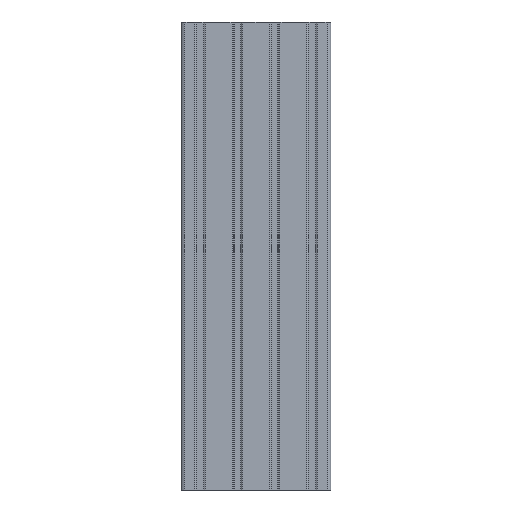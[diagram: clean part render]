
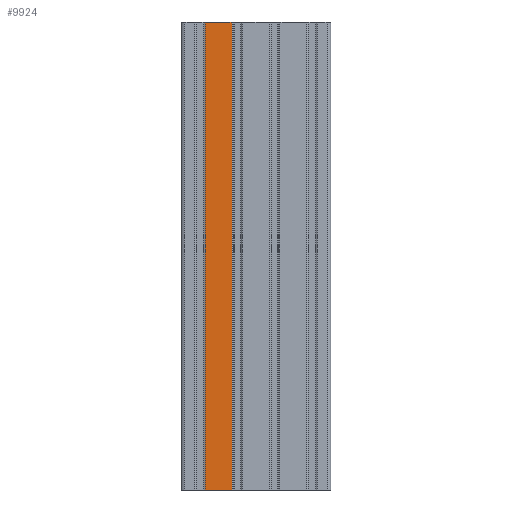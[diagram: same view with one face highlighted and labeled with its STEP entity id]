
A CAD part, front view. The second image highlights one B-rep face of the part: STEP entity #9924.
In plain terms, the highlighted planar face has unit normal (0, -1, 0).
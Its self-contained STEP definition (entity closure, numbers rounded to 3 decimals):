
#785=CARTESIAN_POINT('',(-19170.153,-15822.961,500.0));
#786=VERTEX_POINT('',#785);
#794=CARTESIAN_POINT('',(-19141.353,-15822.961,500.0));
#795=VERTEX_POINT('',#794);
#796=CARTESIAN_POINT('',(-19170.153,-15822.961,500.0));
#797=DIRECTION('',(1.0,0.0,0.0));
#798=VECTOR('',#797,28.8);
#799=LINE('',#796,#798);
#800=EDGE_CURVE('',#786,#795,#799,.T.);
#6946=CARTESIAN_POINT('',(-19141.353,-15822.961,0.0));
#6947=VERTEX_POINT('',#6946);
#6955=CARTESIAN_POINT('',(-19170.153,-15822.961,0.0));
#6956=VERTEX_POINT('',#6955);
#6957=CARTESIAN_POINT('',(-19170.153,-15822.961,0.0));
#6958=DIRECTION('',(1.0,0.0,0.0));
#6959=VECTOR('',#6958,28.8);
#6960=LINE('',#6957,#6959);
#6961=EDGE_CURVE('',#6956,#6947,#6960,.T.);
#9897=CARTESIAN_POINT('',(-19170.153,-15822.961,500.0));
#9898=DIRECTION('',(0.0,0.0,-1.0));
#9899=VECTOR('',#9898,500.0);
#9900=LINE('',#9897,#9899);
#9901=EDGE_CURVE('',#786,#6956,#9900,.T.);
#9908=CARTESIAN_POINT('',(-19170.153,-15822.961,500.0));
#9909=DIRECTION('',(0.0,1.0,0.0));
#9910=DIRECTION('',(0.0,0.0,1.0));
#9911=AXIS2_PLACEMENT_3D('',#9908,#9909,#9910);
#9912=PLANE('',#9911);
#9913=ORIENTED_EDGE('',*,*,#6961,.T.);
#9914=CARTESIAN_POINT('',(-19141.353,-15822.961,500.0));
#9915=DIRECTION('',(0.0,0.0,-1.0));
#9916=VECTOR('',#9915,500.0);
#9917=LINE('',#9914,#9916);
#9918=EDGE_CURVE('',#795,#6947,#9917,.T.);
#9919=ORIENTED_EDGE('',*,*,#9918,.F.);
#9920=ORIENTED_EDGE('',*,*,#800,.F.);
#9921=ORIENTED_EDGE('',*,*,#9901,.T.);
#9922=EDGE_LOOP('',(#9913,#9919,#9920,#9921));
#9923=FACE_OUTER_BOUND('',#9922,.T.);
#9924=ADVANCED_FACE('',(#9923),#9912,.F.);
